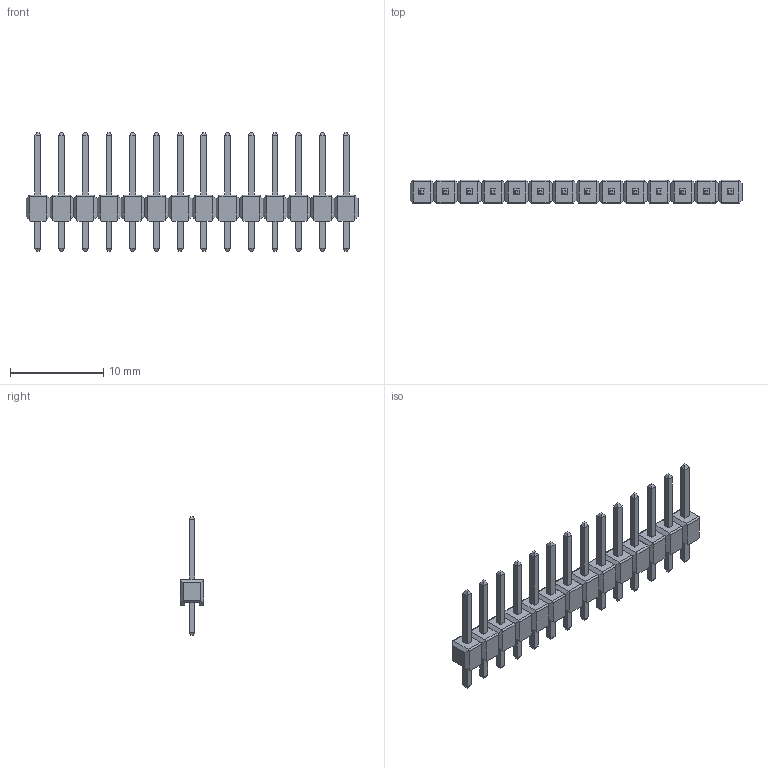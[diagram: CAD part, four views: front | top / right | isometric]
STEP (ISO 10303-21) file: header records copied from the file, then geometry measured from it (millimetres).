
FILE_DESCRIPTION(/* description */ (''),/* implementation_level */ '2;1');
FILE_NAME(/* name */ 'PIF000~1',/* time_stamp */ '2014-06-14T10:05:15+02:00',/* author */ (''),/* organization */ (''),/* preprocessor_version */ 'ST-DEVELOPER v14',/* originating_system */ '',/* authorisation */ '');
FILE_SCHEMA (('AUTOMOTIVE_DESIGN'));
Length unit declared in the file: millimetre
Products named in the file (1): Document
Bounding box: 35.56 x 2.54 x 12.7 mm (x, y, z)
Volume: 68.7 mm3; surface area: 938.6 mm2
Topology: 14 solids, 28 shells, 506 faces, 1323 edges, 849 vertices
Faces by surface type: plane 450, bspline 56
Entity records: 29949 total; most frequent: CARTESIAN_POINT 11769, B_SPLINE_CURVE_WITH_KNOTS 3795, ORIENTED_EDGE 2528, PCURVE 2528, DEFINITIONAL_REPRESENTATION 2528, SURFACE_CURVE 1316, EDGE_CURVE 1316, VERTEX_POINT 840
